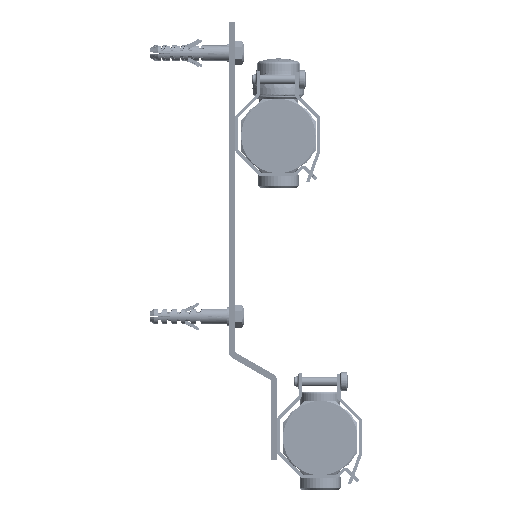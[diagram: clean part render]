
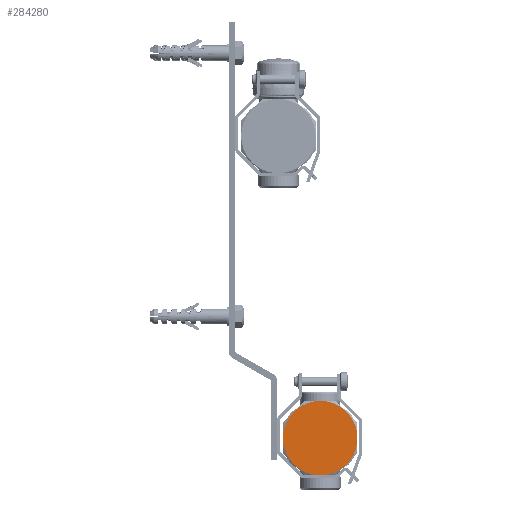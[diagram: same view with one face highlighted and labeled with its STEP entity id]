
A CAD part, front view. The second image highlights one B-rep face of the part: STEP entity #284280.
In plain terms, the highlighted planar face has unit normal (0, -1, 0).
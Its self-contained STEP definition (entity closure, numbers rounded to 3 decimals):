
#284193=CARTESIAN_POINT('Axis2P3D Location',(27.,164.74,-76.714)) ;
#284198=CARTESIAN_POINT('Axis2P3D Location',(27.,164.74,-52.714)) ;
#284202=CARTESIAN_POINT('Vertex',(27.,164.74,-28.714)) ;
#284204=CARTESIAN_POINT('Vertex',(15.494,164.74,-31.652)) ;
#284207=CARTESIAN_POINT('Axis2P3D Location',(27.,164.74,-52.714)) ;
#284211=CARTESIAN_POINT('Vertex',(10.029,164.74,-35.744)) ;
#284214=CARTESIAN_POINT('Axis2P3D Location',(27.,164.74,-52.714)) ;
#284218=CARTESIAN_POINT('Vertex',(3.,164.74,-52.714)) ;
#284221=CARTESIAN_POINT('Axis2P3D Location',(27.,164.74,-52.714)) ;
#284225=CARTESIAN_POINT('Vertex',(10.029,164.74,-69.685)) ;
#284228=CARTESIAN_POINT('Axis2P3D Location',(27.,164.74,-52.714)) ;
#284232=CARTESIAN_POINT('Vertex',(27.,164.74,-76.714)) ;
#284235=CARTESIAN_POINT('Axis2P3D Location',(27.,164.74,-52.714)) ;
#284239=CARTESIAN_POINT('Vertex',(38.506,164.74,-73.776)) ;
#284242=CARTESIAN_POINT('Axis2P3D Location',(27.,164.74,-52.714)) ;
#284246=CARTESIAN_POINT('Vertex',(43.971,164.74,-69.685)) ;
#284249=CARTESIAN_POINT('Axis2P3D Location',(27.,164.74,-52.714)) ;
#284253=CARTESIAN_POINT('Vertex',(51.,164.74,-52.714)) ;
#284256=CARTESIAN_POINT('Axis2P3D Location',(27.,164.74,-52.714)) ;
#284260=CARTESIAN_POINT('Vertex',(43.971,164.74,-35.744)) ;
#284263=CARTESIAN_POINT('Axis2P3D Location',(27.,164.74,-52.714)) ;
#284194=DIRECTION('Axis2P3D Direction',(0.,-1.,0.)) ;
#284195=DIRECTION('Axis2P3D XDirection',(1.,0.,0.)) ;
#284199=DIRECTION('Axis2P3D Direction',(0.,-1.,0.)) ;
#284208=DIRECTION('Axis2P3D Direction',(0.,-1.,0.)) ;
#284215=DIRECTION('Axis2P3D Direction',(0.,-1.,0.)) ;
#284222=DIRECTION('Axis2P3D Direction',(0.,-1.,0.)) ;
#284229=DIRECTION('Axis2P3D Direction',(0.,-1.,0.)) ;
#284236=DIRECTION('Axis2P3D Direction',(0.,-1.,0.)) ;
#284243=DIRECTION('Axis2P3D Direction',(0.,-1.,0.)) ;
#284250=DIRECTION('Axis2P3D Direction',(0.,-1.,0.)) ;
#284257=DIRECTION('Axis2P3D Direction',(0.,-1.,0.)) ;
#284264=DIRECTION('Axis2P3D Direction',(0.,-1.,0.)) ;
#284196=AXIS2_PLACEMENT_3D('Plane Axis2P3D',#284193,#284194,#284195) ;
#284200=AXIS2_PLACEMENT_3D('Circle Axis2P3D',#284198,#284199,$) ;
#284209=AXIS2_PLACEMENT_3D('Circle Axis2P3D',#284207,#284208,$) ;
#284216=AXIS2_PLACEMENT_3D('Circle Axis2P3D',#284214,#284215,$) ;
#284223=AXIS2_PLACEMENT_3D('Circle Axis2P3D',#284221,#284222,$) ;
#284230=AXIS2_PLACEMENT_3D('Circle Axis2P3D',#284228,#284229,$) ;
#284237=AXIS2_PLACEMENT_3D('Circle Axis2P3D',#284235,#284236,$) ;
#284244=AXIS2_PLACEMENT_3D('Circle Axis2P3D',#284242,#284243,$) ;
#284251=AXIS2_PLACEMENT_3D('Circle Axis2P3D',#284249,#284250,$) ;
#284258=AXIS2_PLACEMENT_3D('Circle Axis2P3D',#284256,#284257,$) ;
#284265=AXIS2_PLACEMENT_3D('Circle Axis2P3D',#284263,#284264,$) ;
#284201=CIRCLE('generated circle',#284200,24.) ;
#284210=CIRCLE('generated circle',#284209,24.) ;
#284217=CIRCLE('generated circle',#284216,24.) ;
#284224=CIRCLE('generated circle',#284223,24.) ;
#284231=CIRCLE('generated circle',#284230,24.) ;
#284238=CIRCLE('generated circle',#284237,24.) ;
#284245=CIRCLE('generated circle',#284244,24.) ;
#284252=CIRCLE('generated circle',#284251,24.) ;
#284259=CIRCLE('generated circle',#284258,24.) ;
#284266=CIRCLE('generated circle',#284265,24.) ;
#284197=PLANE('',#284196) ;
#284206=EDGE_CURVE('',#284203,#284205,#284201,.T.) ;
#284213=EDGE_CURVE('',#284205,#284212,#284210,.T.) ;
#284220=EDGE_CURVE('',#284212,#284219,#284217,.T.) ;
#284227=EDGE_CURVE('',#284219,#284226,#284224,.T.) ;
#284234=EDGE_CURVE('',#284226,#284233,#284231,.T.) ;
#284241=EDGE_CURVE('',#284233,#284240,#284238,.T.) ;
#284248=EDGE_CURVE('',#284240,#284247,#284245,.T.) ;
#284255=EDGE_CURVE('',#284247,#284254,#284252,.T.) ;
#284262=EDGE_CURVE('',#284254,#284261,#284259,.T.) ;
#284267=EDGE_CURVE('',#284261,#284203,#284266,.T.) ;
#284269=ORIENTED_EDGE('',*,*,#284206,.T.) ;
#284270=ORIENTED_EDGE('',*,*,#284213,.T.) ;
#284271=ORIENTED_EDGE('',*,*,#284220,.T.) ;
#284272=ORIENTED_EDGE('',*,*,#284227,.T.) ;
#284273=ORIENTED_EDGE('',*,*,#284234,.T.) ;
#284274=ORIENTED_EDGE('',*,*,#284241,.T.) ;
#284275=ORIENTED_EDGE('',*,*,#284248,.T.) ;
#284276=ORIENTED_EDGE('',*,*,#284255,.T.) ;
#284277=ORIENTED_EDGE('',*,*,#284262,.T.) ;
#284278=ORIENTED_EDGE('',*,*,#284267,.T.) ;
#284268=EDGE_LOOP('',(#284269,#284270,#284271,#284272,#284273,#284274,#284275,#284276,#284277,#284278)) ;
#284203=VERTEX_POINT('',#284202) ;
#284205=VERTEX_POINT('',#284204) ;
#284212=VERTEX_POINT('',#284211) ;
#284219=VERTEX_POINT('',#284218) ;
#284226=VERTEX_POINT('',#284225) ;
#284233=VERTEX_POINT('',#284232) ;
#284240=VERTEX_POINT('',#284239) ;
#284247=VERTEX_POINT('',#284246) ;
#284254=VERTEX_POINT('',#284253) ;
#284261=VERTEX_POINT('',#284260) ;
#284280=ADVANCED_FACE('PartBody',(#284279),#284197,.T.) ;
#284279=FACE_OUTER_BOUND('',#284268,.T.) ;
